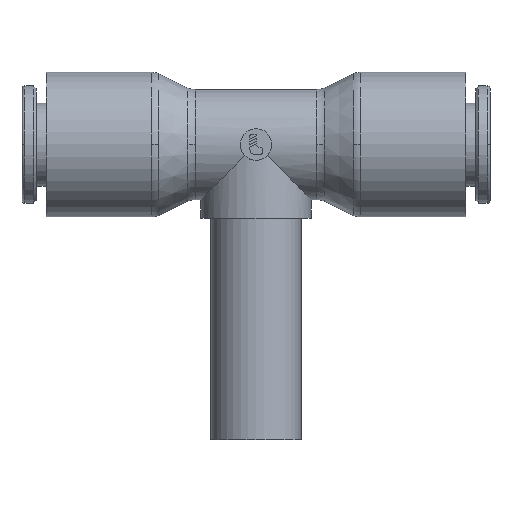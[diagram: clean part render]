
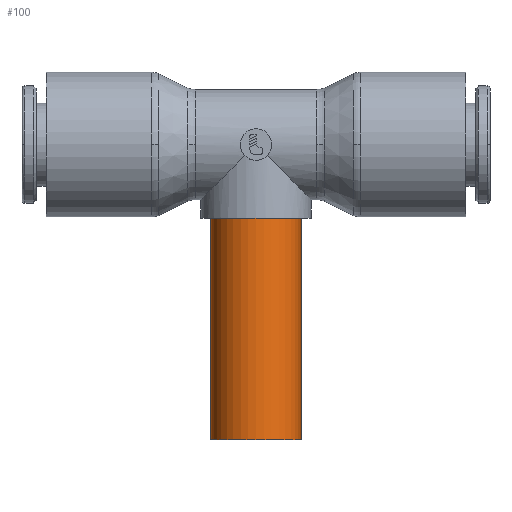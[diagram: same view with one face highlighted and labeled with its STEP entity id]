
A CAD part, top view. The second image highlights one B-rep face of the part: STEP entity #100.
In plain terms, the highlighted cylindrical face has radius 5 mm (diameter 10 mm), a partial arc.
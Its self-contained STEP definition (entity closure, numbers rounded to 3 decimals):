
#100=ADVANCED_FACE('',(#237),#238,.T.);
#237=FACE_OUTER_BOUND('',#404,.T.);
#238=CYLINDRICAL_SURFACE('',#405,5.0);
#404=EDGE_LOOP('',(#903,#904,#905,#906));
#405=AXIS2_PLACEMENT_3D('',#907,#908,#909);
#903=ORIENTED_EDGE('',*,*,#1165,.T.);
#904=ORIENTED_EDGE('',*,*,#1269,.T.);
#905=ORIENTED_EDGE('',*,*,#1167,.T.);
#906=ORIENTED_EDGE('',*,*,#1270,.F.);
#907=CARTESIAN_POINT('',(0.0,16.325,0.0));
#908=DIRECTION('',(-0.0,1.0,0.0));
#909=DIRECTION('',(1.0,0.0,0.0));
#1165=EDGE_CURVE('',#1427,#1428,#1429,.T.);
#1167=EDGE_CURVE('',#1432,#1430,#1433,.T.);
#1269=EDGE_CURVE('',#1428,#1432,#1598,.T.);
#1270=EDGE_CURVE('',#1427,#1430,#1599,.T.);
#1427=VERTEX_POINT('',#1778);
#1428=VERTEX_POINT('',#1779);
#1429=LINE('',#1780,#1781);
#1430=VERTEX_POINT('',#1782);
#1432=VERTEX_POINT('',#1784);
#1433=LINE('',#1785,#1786);
#1598=CIRCLE('',#2253,5.0);
#1599=CIRCLE('',#2254,5.0);
#1778=CARTESIAN_POINT('',(5.0,0.0,0.0));
#1779=CARTESIAN_POINT('',(5.0,24.5,0.));
#1780=CARTESIAN_POINT('',(5.0,16.325,0.));
#1781=VECTOR('',#2455,1.0);
#1782=CARTESIAN_POINT('',(-5.0,0.0,0.));
#1784=CARTESIAN_POINT('',(-5.0,24.5,0.));
#1785=CARTESIAN_POINT('',(-5.0,16.325,0.));
#1786=VECTOR('',#2459,1.0);
#2253=AXIS2_PLACEMENT_3D('',#2619,#2620,#2621);
#2254=AXIS2_PLACEMENT_3D('',#2622,#2623,#2624);
#2455=DIRECTION('',(0.0,1.0,0.0));
#2459=DIRECTION('',(-0.0,-1.0,-0.0));
#2619=CARTESIAN_POINT('',(0.0,24.5,0.0));
#2620=DIRECTION('',(0.0,-1.0,0.0));
#2621=DIRECTION('',(1.0,0.0,0.0));
#2622=CARTESIAN_POINT('',(0.0,0.0,0.0));
#2623=DIRECTION('',(0.0,-1.0,0.0));
#2624=DIRECTION('',(1.0,0.0,0.0));
